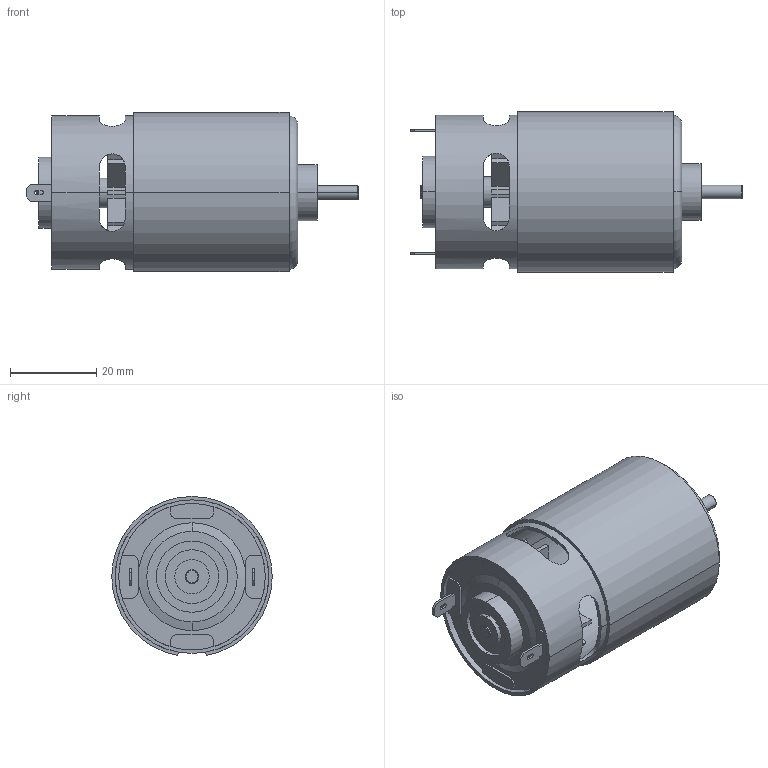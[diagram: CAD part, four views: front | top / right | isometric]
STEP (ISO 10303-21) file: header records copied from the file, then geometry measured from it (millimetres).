
FILE_DESCRIPTION((''),'2;1');
FILE_NAME('DC Motor 555_12V.stp','2024-09-18T00:27:51',(''),(''),'AutoCAD STEP 2000i','AutoCAD 2000i',', , ');
FILE_SCHEMA(('CONFIG_CONTROL_DESIGN'));
Length unit declared in the file: millimetre
Products named in the file (1): DC MOTOR 555
Bounding box: 77 x 37.2 x 36.9 mm (x, y, z)
Volume: 12122 mm3; surface area: 26324.8 mm2
Topology: 4 solids, 4 shells, 231 faces, 645 edges, 429 vertices
Faces by surface type: plane 114, cylinder 88, bspline 19, cone 8, torus 2
Entity records: 8289 total; most frequent: CARTESIAN_POINT 2037, DIRECTION 1308, ORIENTED_EDGE 1290, EDGE_CURVE 645, AXIS2_PLACEMENT_3D 466, VERTEX_POINT 429, VECTOR 376, LINE 376
